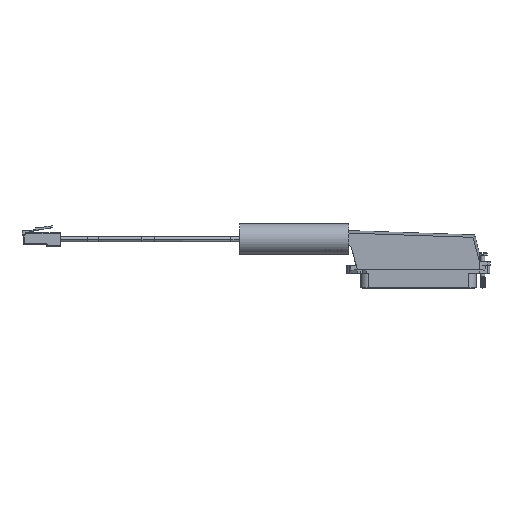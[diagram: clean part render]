
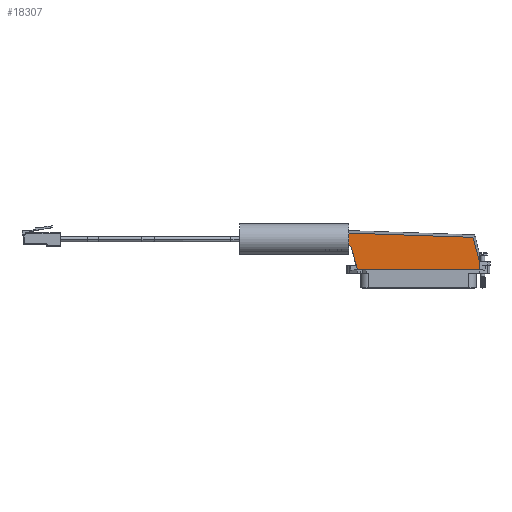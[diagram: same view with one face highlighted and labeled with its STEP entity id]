
A CAD part, top view. The second image highlights one B-rep face of the part: STEP entity #18307.
In plain terms, the highlighted face is planar.
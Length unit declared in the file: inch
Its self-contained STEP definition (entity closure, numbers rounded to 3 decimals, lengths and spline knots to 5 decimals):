
#2654 = ORIENTED_EDGE ( 'NONE', *, *, #4623, .T. ) ;
#2655 = ORIENTED_EDGE ( 'NONE', *, *, #4624, .T. ) ;
#2656 = ORIENTED_EDGE ( 'NONE', *, *, #4625, .T. ) ;
#2657 = ORIENTED_EDGE ( 'NONE', *, *, #4626, .T. ) ;
#2658 = ORIENTED_EDGE ( 'NONE', *, *, #4627, .F. ) ;
#2659 = ORIENTED_EDGE ( 'NONE', *, *, #4628, .T. ) ;
#2660 = ORIENTED_EDGE ( 'NONE', *, *, #4629, .F. ) ;
#2661 = ORIENTED_EDGE ( 'NONE', *, *, #4630, .T. ) ;
#4623 = EDGE_CURVE ( 'NONE', #22921, #22917, #25043, .T. ) ;
#4624 = EDGE_CURVE ( 'NONE', #22917, #22904, #25034, .T. ) ;
#4625 = EDGE_CURVE ( 'NONE', #22904, #22897, #25049, .T. ) ;
#4626 = EDGE_CURVE ( 'NONE', #22897, #22899, #25054, .T. ) ;
#4627 = EDGE_CURVE ( 'NONE', #22908, #22899, #25057, .T. ) ;
#4628 = EDGE_CURVE ( 'NONE', #22908, #22886, #25041, .T. ) ;
#4629 = EDGE_CURVE ( 'NONE', #22910, #22886, #25066, .T. ) ;
#4630 = EDGE_CURVE ( 'NONE', #22910, #22921, #29550, .T. ) ;
#11751 = EDGE_LOOP ( 'NONE', ( #2654, #2655, #2656, #2657, #2658, #2659, #2660, #2661 ) ) ;
#12028 = AXIS2_PLACEMENT_3D ( 'NONE', #36132, #36137, #36138 ) ;
#13623 = CARTESIAN_POINT ( 'NONE',  ( -1.39764, -0.3, 0.74803 ) ) ;
#13628 = CARTESIAN_POINT ( 'NONE',  ( 1.52969, -0.3, 0.45207 ) ) ;
#13629 = CARTESIAN_POINT ( 'NONE',  ( 1.39764, -0.3, 0.94488 ) ) ;
#13631 = CARTESIAN_POINT ( 'NONE',  ( 1.62628, -0.3, 0.37795 ) ) ;
#13633 = CARTESIAN_POINT ( 'NONE',  ( -1.39764, -0.3, 0.94488 ) ) ;
#13634 = CARTESIAN_POINT ( 'NONE',  ( -1.24995, -0.3, 0.19685 ) ) ;
#13637 = CARTESIAN_POINT ( 'NONE',  ( 1.69715, -0.3, 0.37795 ) ) ;
#13639 = CARTESIAN_POINT ( 'NONE',  ( 1.69715, -0.3, 0.09587 ) ) ;
#18307 = ADVANCED_FACE ( 'NONE', ( #19054 ), #36134, .F. ) ;
#19054 = FACE_OUTER_BOUND ( 'NONE', #11751, .T. ) ;
#22886 = VERTEX_POINT ( 'NONE', #13623 ) ;
#22897 = VERTEX_POINT ( 'NONE', #13628 ) ;
#22899 = VERTEX_POINT ( 'NONE', #13629 ) ;
#22904 = VERTEX_POINT ( 'NONE', #13631 ) ;
#22908 = VERTEX_POINT ( 'NONE', #13633 ) ;
#22910 = VERTEX_POINT ( 'NONE', #13634 ) ;
#22917 = VERTEX_POINT ( 'NONE', #13637 ) ;
#22921 = VERTEX_POINT ( 'NONE', #13639 ) ;
#25034 = LINE ( 'NONE', #30327, #25051 ) ;
#25041 = LINE ( 'NONE', #34861, #25070 ) ;
#25043 = LINE ( 'NONE', #30319, #25046 ) ;
#25046 = VECTOR ( 'NONE', #30334, 39.37008 ) ;
#25049 = CIRCLE ( 'NONE', #27861, 0.1 ) ;
#25051 = VECTOR ( 'NONE', #30365, 39.37008 ) ;
#25054 = LINE ( 'NONE', #30363, #25059 ) ;
#25057 = LINE ( 'NONE', #34897, #25064 ) ;
#25059 = VECTOR ( 'NONE', #30360, 39.37008 ) ;
#25064 = VECTOR ( 'NONE', #34932, 39.37008 ) ;
#25066 = LINE ( 'NONE', #34999, #25075 ) ;
#25070 = VECTOR ( 'NONE', #34972, 39.37008 ) ;
#25075 = VECTOR ( 'NONE', #35013, 39.37008 ) ;
#27861 = AXIS2_PLACEMENT_3D ( 'NONE', #35169, #34825, #34850 ) ;
#29550 = B_SPLINE_CURVE_WITH_KNOTS ( 'NONE', 3,
 ( #35084, #35009, #34911, #35109 ),
 .UNSPECIFIED., .F., .F.,
 ( 4, 4 ),
 ( 0., 0.85495 ),
 .UNSPECIFIED. ) ;
#30319 = CARTESIAN_POINT ( 'NONE',  ( 1.69715, -0.3, 0.07874 ) ) ;
#30327 = CARTESIAN_POINT ( 'NONE',  ( 1.62628, -0.3, 0.37795 ) ) ;
#30334 = DIRECTION ( 'NONE',  ( 0., 0., 1. ) ) ;
#30360 = DIRECTION ( 'NONE',  ( -0.259, 0., 0.966 ) ) ;
#30363 = CARTESIAN_POINT ( 'NONE',  ( 1.39764, -0.3, 0.94488 ) ) ;
#30365 = DIRECTION ( 'NONE',  ( -1., 0., 0. ) ) ;
#34825 = DIRECTION ( 'NONE',  ( 0., 1., 0. ) ) ;
#34850 = DIRECTION ( 'NONE',  ( 0., 0., 1. ) ) ;
#34861 = CARTESIAN_POINT ( 'NONE',  ( -1.39764, -0.3, 0.94488 ) ) ;
#34897 = CARTESIAN_POINT ( 'NONE',  ( -1.39764, -0.3, 0.94488 ) ) ;
#34911 = CARTESIAN_POINT ( 'NONE',  ( 0.71478, -0.3, 0.12953 ) ) ;
#34932 = DIRECTION ( 'NONE',  ( 1., 0., 0. ) ) ;
#34972 = DIRECTION ( 'NONE',  ( 0., 0., -1. ) ) ;
#34999 = CARTESIAN_POINT ( 'NONE',  ( -1.01458, -0.3, -0.68154 ) ) ;
#35009 = CARTESIAN_POINT ( 'NONE',  ( -0.26758, -0.3, 0.16319 ) ) ;
#35013 = DIRECTION ( 'NONE',  ( -0.259, 0., 0.966 ) ) ;
#35084 = CARTESIAN_POINT ( 'NONE',  ( -1.24995, -0.3, 0.19685 ) ) ;
#35109 = CARTESIAN_POINT ( 'NONE',  ( 1.69715, -0.3, 0.09587 ) ) ;
#35169 = CARTESIAN_POINT ( 'NONE',  ( 1.62628, -0.3, 0.47795 ) ) ;
#36132 = CARTESIAN_POINT ( 'NONE',  ( -1.39764, -0.3, 0.94488 ) ) ;
#36134 = PLANE ( 'NONE',  #12028 ) ;
#36137 = DIRECTION ( 'NONE',  ( 0., 1., 0. ) ) ;
#36138 = DIRECTION ( 'NONE',  ( 0., 0., 1. ) ) ;
